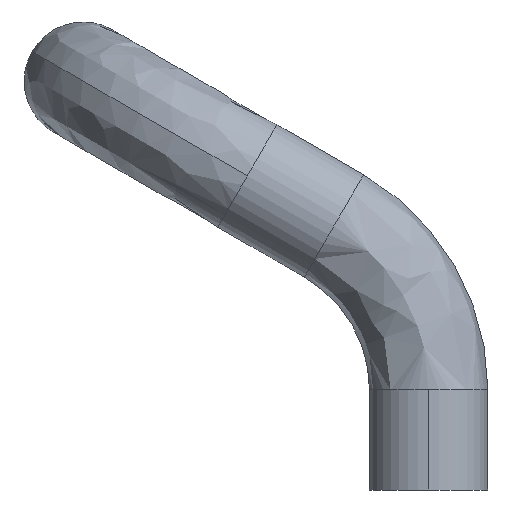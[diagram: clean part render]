
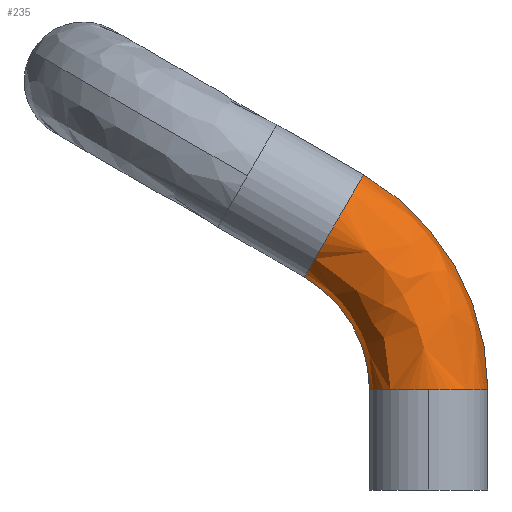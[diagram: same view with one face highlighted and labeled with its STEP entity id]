
A CAD part, left-side view. The second image highlights one B-rep face of the part: STEP entity #235.
In plain terms, the highlighted free-form (B-spline) face has degree [3, 3] with [4, 4] control points.
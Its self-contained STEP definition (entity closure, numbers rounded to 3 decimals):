
#10 = DIRECTION ( 'NONE',  ( 1., 0., 0. ) ) ;
#13 = AXIS2_PLACEMENT_3D ( 'NONE', #690, #758, #964 ) ;
#51 = CARTESIAN_POINT ( 'NONE',  ( 0., 16., 44.613 ) ) ;
#53 = CARTESIAN_POINT ( 'NONE',  ( 0., 21., 35.953 ) ) ;
#55 = EDGE_CURVE ( 'NONE', #458, #247, #377, .T. ) ;
#65 = CARTESIAN_POINT ( 'NONE',  ( 0., -2.313, 45.587 ) ) ;
#66 = CIRCLE ( 'NONE', #190, 10. ) ;
#112 = CARTESIAN_POINT ( 'NONE',  ( 0., 21., 35.953 ) ) ;
#141 = CARTESIAN_POINT ( 'NONE',  ( 0., -10., 32.273 ) ) ;
#154 =( BOUNDED_SURFACE ( )  B_SPLINE_SURFACE ( 3, 3, ( 
 ( #827, #65, #141, #670 ),
 ( #890, #369, #359, #206 ),
 ( #682, #216, #444, #509 ),
 ( #53, #279, #816, #350 ) ),
 .UNSPECIFIED., .F., .F., .T. ) 
 B_SPLINE_SURFACE_WITH_KNOTS ( ( 4, 4 ),
 ( 4, 4 ),
 ( 0., 1. ),
 ( 0., 1. ),
 .UNSPECIFIED. ) 
 GEOMETRIC_REPRESENTATION_ITEM ( )  RATIONAL_B_SPLINE_SURFACE ( (
 ( 1., 0.911, 0.911, 1.),
 ( 0.333, 0.304, 0.304, 0.333),
 ( 0.333, 0.304, 0.304, 0.333),
 ( 1., 0.911, 0.911, 1.) ) ) 
 REPRESENTATION_ITEM ( '' )  SURFACE ( )  );
#190 = AXIS2_PLACEMENT_3D ( 'NONE', #468, #860, #640 ) ;
#191 = VERTEX_POINT ( 'NONE', #965 ) ;
#197 = DIRECTION ( 'NONE',  ( 0., 0.5, -0.866 ) ) ;
#206 = CARTESIAN_POINT ( 'NONE',  ( -20., -10., 16.9 ) ) ;
#215 = CARTESIAN_POINT ( 'NONE',  ( 0., 11., 53.273 ) ) ;
#216 = CARTESIAN_POINT ( 'NONE',  ( -20., 14.026, 31.926 ) ) ;
#235 = ADVANCED_FACE ( 'NONE', ( #929 ), #154, .T. ) ;
#247 = VERTEX_POINT ( 'NONE', #215 ) ;
#279 = CARTESIAN_POINT ( 'NONE',  ( 0., 14.026, 31.926 ) ) ;
#312 = CARTESIAN_POINT ( 'NONE',  ( 0., -10., 16.9 ) ) ;
#319 = ORIENTED_EDGE ( 'NONE', *, *, #784, .T. ) ;
#347 = ORIENTED_EDGE ( 'NONE', *, *, #55, .F. ) ;
#350 = CARTESIAN_POINT ( 'NONE',  ( 0., 10., 16.9 ) ) ;
#359 = CARTESIAN_POINT ( 'NONE',  ( -20., -10., 32.273 ) ) ;
#369 = CARTESIAN_POINT ( 'NONE',  ( -20., -2.313, 45.587 ) ) ;
#377 = CIRCLE ( 'NONE', #488, 10. ) ;
#419 = EDGE_CURVE ( 'NONE', #458, #191, #788, .T. ) ;
#422 = DIRECTION ( 'NONE',  ( 0., 0., 1. ) ) ;
#444 = CARTESIAN_POINT ( 'NONE',  ( -20., 10., 24.953 ) ) ;
#458 = VERTEX_POINT ( 'NONE', #112 ) ;
#468 = CARTESIAN_POINT ( 'NONE',  ( 0., 0., 16.9 ) ) ;
#488 = AXIS2_PLACEMENT_3D ( 'NONE', #51, #664, #197 ) ;
#509 = CARTESIAN_POINT ( 'NONE',  ( -20., 10., 16.9 ) ) ;
#534 = AXIS2_PLACEMENT_3D ( 'NONE', #586, #422, #611 ) ;
#541 = DIRECTION ( 'NONE',  ( 0., 1., 0. ) ) ;
#572 = EDGE_CURVE ( 'NONE', #247, #702, #768, .T. ) ;
#586 = CARTESIAN_POINT ( 'NONE',  ( 0., 0., 16.9 ) ) ;
#611 = DIRECTION ( 'NONE',  ( 0., -1., 0. ) ) ;
#637 = CARTESIAN_POINT ( 'NONE',  ( 0., 32., 16.9 ) ) ;
#640 = DIRECTION ( 'NONE',  ( 0., -1., 0. ) ) ;
#664 = DIRECTION ( 'NONE',  ( 0., 0.866, 0.5 ) ) ;
#670 = CARTESIAN_POINT ( 'NONE',  ( 0., -10., 16.9 ) ) ;
#671 = ORIENTED_EDGE ( 'NONE', *, *, #572, .F. ) ;
#682 = CARTESIAN_POINT ( 'NONE',  ( -20., 21., 35.953 ) ) ;
#690 = CARTESIAN_POINT ( 'NONE',  ( 0., 32., 16.9 ) ) ;
#702 = VERTEX_POINT ( 'NONE', #312 ) ;
#738 = ORIENTED_EDGE ( 'NONE', *, *, #419, .T. ) ;
#754 = AXIS2_PLACEMENT_3D ( 'NONE', #637, #10, #541 ) ;
#758 = DIRECTION ( 'NONE',  ( 1., 0., 0. ) ) ;
#768 = CIRCLE ( 'NONE', #13, 42. ) ;
#784 = EDGE_CURVE ( 'NONE', #812, #702, #66, .T. ) ;
#788 = CIRCLE ( 'NONE', #754, 22. ) ;
#812 = VERTEX_POINT ( 'NONE', #864 ) ;
#816 = CARTESIAN_POINT ( 'NONE',  ( 0., 10., 24.953 ) ) ;
#827 = CARTESIAN_POINT ( 'NONE',  ( 0., 11., 53.273 ) ) ;
#832 = CIRCLE ( 'NONE', #534, 10. ) ;
#837 = EDGE_LOOP ( 'NONE', ( #347, #738, #942, #319, #671 ) ) ;
#860 = DIRECTION ( 'NONE',  ( 0., 0., 1. ) ) ;
#864 = CARTESIAN_POINT ( 'NONE',  ( -10., 0., 16.9 ) ) ;
#890 = CARTESIAN_POINT ( 'NONE',  ( -20., 11., 53.273 ) ) ;
#929 = FACE_OUTER_BOUND ( 'NONE', #837, .T. ) ;
#938 = EDGE_CURVE ( 'NONE', #191, #812, #832, .T. ) ;
#942 = ORIENTED_EDGE ( 'NONE', *, *, #938, .T. ) ;
#964 = DIRECTION ( 'NONE',  ( 0., 1., 0. ) ) ;
#965 = CARTESIAN_POINT ( 'NONE',  ( 0., 10., 16.9 ) ) ;
